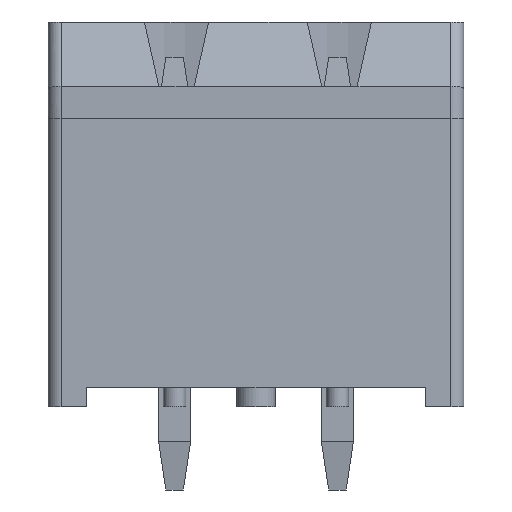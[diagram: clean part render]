
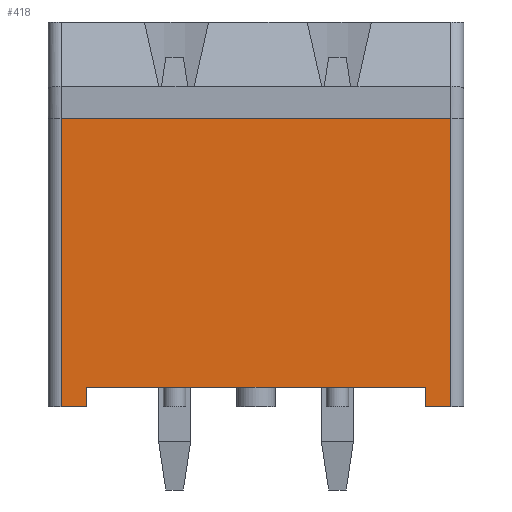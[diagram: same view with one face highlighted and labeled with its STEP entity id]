
A CAD part, front view. The second image highlights one B-rep face of the part: STEP entity #418.
In plain terms, the highlighted planar face has unit normal (0, -1, 0).
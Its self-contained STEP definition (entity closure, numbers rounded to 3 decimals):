
#418 = ADVANCED_FACE( '', ( #823 ), #824, .T. );
#823 = FACE_OUTER_BOUND( '', #1222, .T. );
#824 = PLANE( '', #1223 );
#1222 = EDGE_LOOP( '', ( #2298, #2299, #2300, #2301, #2302, #2303, #2304, #2305, #2306, #2307 ) );
#1223 = AXIS2_PLACEMENT_3D( '', #2308, #2309, #2310 );
#2298 = ORIENTED_EDGE( '', *, *, #2832, .T. );
#2299 = ORIENTED_EDGE( '', *, *, #2864, .T. );
#2300 = ORIENTED_EDGE( '', *, *, #2570, .T. );
#2301 = ORIENTED_EDGE( '', *, *, #2713, .T. );
#2302 = ORIENTED_EDGE( '', *, *, #2605, .T. );
#2303 = ORIENTED_EDGE( '', *, *, #2858, .T. );
#2304 = ORIENTED_EDGE( '', *, *, #2842, .F. );
#2305 = ORIENTED_EDGE( '', *, *, #2535, .F. );
#2306 = ORIENTED_EDGE( '', *, *, #2797, .F. );
#2307 = ORIENTED_EDGE( '', *, *, #2801, .F. );
#2308 = CARTESIAN_POINT( '', ( 0., 0.8, 0. ) );
#2309 = DIRECTION( '', ( 0., -1., 0. ) );
#2310 = DIRECTION( '', ( 0., 0., -1. ) );
#2535 = EDGE_CURVE( '', #3070, #3065, #3072, .T. );
#2570 = EDGE_CURVE( '', #3125, #3129, #3131, .T. );
#2605 = EDGE_CURVE( '', #3188, #3190, #3192, .T. );
#2713 = EDGE_CURVE( '', #3129, #3188, #3349, .T. );
#2797 = EDGE_CURVE( '', #3005, #3070, #3452, .T. );
#2801 = EDGE_CURVE( '', #3455, #3005, #3457, .T. );
#2832 = EDGE_CURVE( '', #3455, #3492, #3494, .T. );
#2842 = EDGE_CURVE( '', #3065, #3502, #3506, .T. );
#2858 = EDGE_CURVE( '', #3190, #3502, #3524, .T. );
#2864 = EDGE_CURVE( '', #3492, #3125, #3530, .T. );
#3005 = VERTEX_POINT( '', #3719 );
#3065 = VERTEX_POINT( '', #3804 );
#3070 = VERTEX_POINT( '', #3811 );
#3072 = LINE( '', #3813, #3814 );
#3125 = VERTEX_POINT( '', #3889 );
#3129 = VERTEX_POINT( '', #3894 );
#3131 = LINE( '', #3896, #3897 );
#3188 = VERTEX_POINT( '', #3977 );
#3190 = VERTEX_POINT( '', #3979 );
#3192 = LINE( '', #3981, #3982 );
#3349 = LINE( '', #4214, #4215 );
#3452 = LINE( '', #4375, #4376 );
#3455 = VERTEX_POINT( '', #4379 );
#3457 = LINE( '', #4382, #4383 );
#3492 = VERTEX_POINT( '', #4432 );
#3494 = LINE( '', #4435, #4436 );
#3502 = VERTEX_POINT( '', #4447 );
#3506 = LINE( '', #4453, #4454 );
#3524 = LINE( '', #4477, #4478 );
#3530 = LINE( '', #4484, #4485 );
#3719 = CARTESIAN_POINT( '', ( 9.02, 0.8, 0.6 ) );
#3804 = CARTESIAN_POINT( '', ( 1.2, 0.8, 0.6 ) );
#3811 = CARTESIAN_POINT( '', ( 3.94, 0.8, 0.6 ) );
#3813 = CARTESIAN_POINT( '', ( 11.76, 0.8, 0.6 ) );
#3814 = VECTOR( '', #4626, 1000. );
#3889 = CARTESIAN_POINT( '', ( 12.56, 0.8, 0. ) );
#3894 = CARTESIAN_POINT( '', ( 12.56, 0.8, 9. ) );
#3896 = CARTESIAN_POINT( '', ( 12.56, 0.8, 0. ) );
#3897 = VECTOR( '', #4662, 1000. );
#3977 = CARTESIAN_POINT( '', ( 0.4, 0.8, 9. ) );
#3979 = CARTESIAN_POINT( '', ( 0.4, 0.8, 0. ) );
#3981 = CARTESIAN_POINT( '', ( 0.4, 0.8, 0. ) );
#3982 = VECTOR( '', #4707, 1000. );
#4214 = CARTESIAN_POINT( '', ( 12.96, 0.8, 9. ) );
#4215 = VECTOR( '', #4798, 1000. );
#4375 = CARTESIAN_POINT( '', ( 11.76, 0.8, 0.6 ) );
#4376 = VECTOR( '', #4856, 1000. );
#4379 = CARTESIAN_POINT( '', ( 11.76, 0.8, 0.6 ) );
#4382 = CARTESIAN_POINT( '', ( 11.76, 0.8, 0.6 ) );
#4383 = VECTOR( '', #4861, 1000. );
#4432 = CARTESIAN_POINT( '', ( 11.76, 0.8, 0. ) );
#4435 = CARTESIAN_POINT( '', ( 11.76, 0.8, 0.6 ) );
#4436 = VECTOR( '', #4883, 1000. );
#4447 = CARTESIAN_POINT( '', ( 1.2, 0.8, 0. ) );
#4453 = CARTESIAN_POINT( '', ( 1.2, 0.8, 0.6 ) );
#4454 = VECTOR( '', #4892, 1000. );
#4477 = CARTESIAN_POINT( '', ( 0., 0.8, 0. ) );
#4478 = VECTOR( '', #4901, 1000. );
#4484 = CARTESIAN_POINT( '', ( 0., 0.8, 0. ) );
#4485 = VECTOR( '', #4902, 1000. );
#4626 = DIRECTION( '', ( -1., 0., 0. ) );
#4662 = DIRECTION( '', ( 0., 0., 1. ) );
#4707 = DIRECTION( '', ( 0., 0., -1. ) );
#4798 = DIRECTION( '', ( -1., 0., 0. ) );
#4856 = DIRECTION( '', ( -1., 0., 0. ) );
#4861 = DIRECTION( '', ( -1., 0., 0. ) );
#4883 = DIRECTION( '', ( 0., 0., -1. ) );
#4892 = DIRECTION( '', ( 0., 0., -1. ) );
#4901 = DIRECTION( '', ( 1., 0., 0. ) );
#4902 = DIRECTION( '', ( 1., 0., 0. ) );
